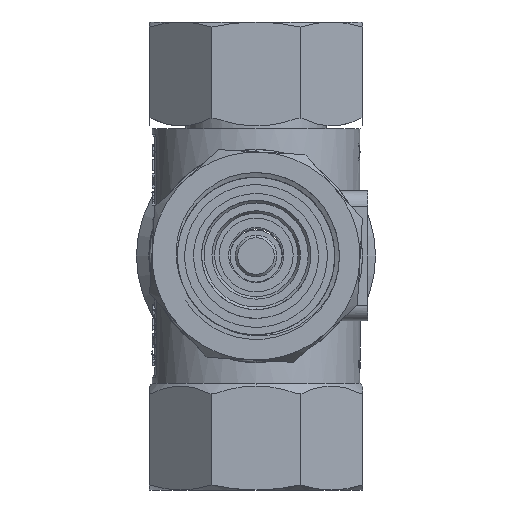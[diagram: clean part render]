
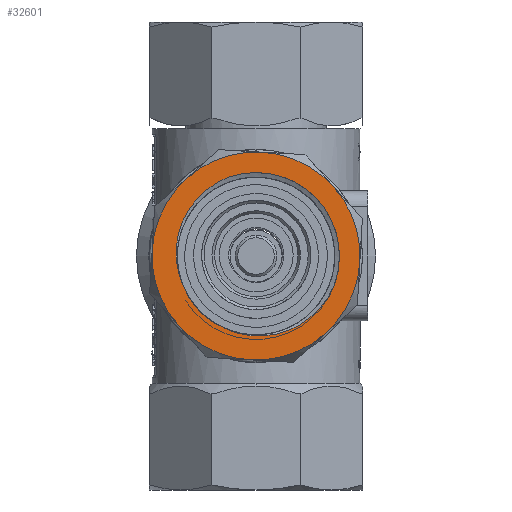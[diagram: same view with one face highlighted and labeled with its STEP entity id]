
A CAD part, front view. The second image highlights one B-rep face of the part: STEP entity #32601.
In plain terms, the highlighted planar face has unit normal (0, -1, 0).
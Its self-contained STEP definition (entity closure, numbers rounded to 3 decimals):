
#26260=CARTESIAN_POINT('',(-12.573,-64.482,90.));
#26261=DIRECTION('',(0.,-1.,0.));
#26262=DIRECTION('',(-0.665,0.,0.747));
#26263=AXIS2_PLACEMENT_3D('',#26260,#26261,#26262);
#26265=CARTESIAN_POINT('',(-12.573,-64.482,90.));
#26266=DIRECTION('',(0.,-1.,0.));
#26267=DIRECTION('',(0.058,0.,0.998));
#26268=AXIS2_PLACEMENT_3D('',#26265,#26266,#26267);
#26270=CARTESIAN_POINT('',(-12.573,-64.482,90.));
#26271=DIRECTION('',(0.,-1.,0.));
#26272=DIRECTION('',(0.747,0.,0.665));
#26273=AXIS2_PLACEMENT_3D('',#26270,#26271,#26272);
#26275=CARTESIAN_POINT('',(-12.573,-64.482,90.));
#26276=DIRECTION('',(0.,-1.,0.));
#26277=DIRECTION('',(0.998,0.,-0.058));
#26278=AXIS2_PLACEMENT_3D('',#26275,#26276,#26277);
#26280=CARTESIAN_POINT('',(-12.573,-64.482,90.));
#26281=DIRECTION('',(0.,-1.,0.));
#26282=DIRECTION('',(0.665,0.,-0.747));
#26283=AXIS2_PLACEMENT_3D('',#26280,#26281,#26282);
#26285=CARTESIAN_POINT('',(-12.573,-64.482,90.));
#26286=DIRECTION('',(0.,-1.,0.));
#26287=DIRECTION('',(-0.058,0.,-0.998));
#26288=AXIS2_PLACEMENT_3D('',#26285,#26286,#26287);
#26290=CARTESIAN_POINT('',(-12.573,-64.482,90.));
#26291=DIRECTION('',(0.,-1.,0.));
#26292=DIRECTION('',(-0.747,0.,-0.665));
#26293=AXIS2_PLACEMENT_3D('',#26290,#26291,#26292);
#26295=CARTESIAN_POINT('',(-12.573,-64.482,90.));
#26296=DIRECTION('',(0.,-1.,0.));
#26297=DIRECTION('',(-0.998,0.,0.058));
#26298=AXIS2_PLACEMENT_3D('',#26295,#26296,#26297);
#26300=CARTESIAN_POINT('',(-17.634,-64.482,
105.226));
#26301=CARTESIAN_POINT('',(-16.867,-64.482,
105.482));
#26302=CARTESIAN_POINT('',(-15.313,-64.482,
105.871));
#26303=CARTESIAN_POINT('',(-12.906,-64.482,
106.103));
#26304=CARTESIAN_POINT('',(-10.495,-64.482,
105.971));
#26305=CARTESIAN_POINT('',(-8.138,-64.482,
105.483));
#26306=CARTESIAN_POINT('',(-5.861,-64.482,
104.641));
#26307=CARTESIAN_POINT('',(-3.741,-64.482,
103.468));
#26308=CARTESIAN_POINT('',(-1.823,-64.482,
101.993));
#26309=CARTESIAN_POINT('',(-0.151,-64.482,
100.25));
#26310=CARTESIAN_POINT('',(1.241,-64.482,
98.28));
#26311=CARTESIAN_POINT('',(2.323,-64.482,
96.124));
#26312=CARTESIAN_POINT('',(3.071,-64.482,
93.827));
#26313=CARTESIAN_POINT('',(3.465,-64.482,
91.461));
#26314=CARTESIAN_POINT('',(3.505,-64.482,
89.054));
#26315=CARTESIAN_POINT('',(3.182,-64.482,
86.66));
#26316=CARTESIAN_POINT('',(2.733,-64.482,
85.12));
#26317=CARTESIAN_POINT('',(2.449,-64.482,
84.361));
#26319=CARTESIAN_POINT('',(-26.66,-64.482,
84.436));
#26320=CARTESIAN_POINT('',(-26.965,-64.482,
85.131));
#26321=CARTESIAN_POINT('',(-27.462,-64.482,
86.55));
#26322=CARTESIAN_POINT('',(-27.89,-64.482,
88.773));
#26323=CARTESIAN_POINT('',(-27.984,-64.482,
91.039));
#26324=CARTESIAN_POINT('',(-27.742,-64.482,
93.335));
#26325=CARTESIAN_POINT('',(-27.167,-64.482,
95.553));
#26326=CARTESIAN_POINT('',(-26.246,-64.482,
97.709));
#26327=CARTESIAN_POINT('',(-25.031,-64.482,
99.679));
#26328=CARTESIAN_POINT('',(-23.52,-64.482,
101.475));
#26329=CARTESIAN_POINT('',(-21.774,-64.482,
103.021));
#26330=CARTESIAN_POINT('',(-19.808,-64.482,
104.295));
#26331=CARTESIAN_POINT('',(-18.381,-64.482,
104.95));
#26332=CARTESIAN_POINT('',(-17.634,-64.482,
105.226));
#26334=CARTESIAN_POINT('',(-12.573,-64.482,90.));
#26335=DIRECTION('',(0.,1.,0.));
#26336=DIRECTION('',(-0.403,0.,-0.915));
#26337=AXIS2_PLACEMENT_3D('',#26334,#26335,#26336);
#26339=CARTESIAN_POINT('',(2.449,-64.482,
84.361));
#26340=CARTESIAN_POINT('',(2.142,-64.482,
83.623));
#26341=CARTESIAN_POINT('',(1.433,-64.482,
82.216));
#26342=CARTESIAN_POINT('',(0.061,-64.482,
80.279));
#26343=CARTESIAN_POINT('',(-1.544,-64.482,
78.605));
#26344=CARTESIAN_POINT('',(-3.407,-64.482,
77.163));
#26345=CARTESIAN_POINT('',(-5.417,-64.482,
76.031));
#26346=CARTESIAN_POINT('',(-7.593,-64.482,
75.203));
#26347=CARTESIAN_POINT('',(-9.838,-64.482,
74.713));
#26348=CARTESIAN_POINT('',(-12.114,-64.482,
74.561));
#26349=CARTESIAN_POINT('',(-14.387,-64.482,
74.743));
#26350=CARTESIAN_POINT('',(-16.59,-64.482,
75.254));
#26351=CARTESIAN_POINT('',(-17.989,-64.482,
75.806));
#26352=CARTESIAN_POINT('',(-18.671,-64.482,
76.136));
#26418=CARTESIAN_POINT('',(-13.724,-64.482,
70.033));
#27421=CARTESIAN_POINT('',(-18.67,-64.482,
76.136));
#27422=CARTESIAN_POINT('',(-26.66,-64.482,
84.437));
#27423=VERTEX_POINT('',#27421);
#27424=VERTEX_POINT('',#27422);
#27428=CARTESIAN_POINT('',(-25.878,-64.482,
104.933));
#27429=CARTESIAN_POINT('',(-32.54,-64.482,
91.151));
#27430=VERTEX_POINT('',#27428);
#27431=VERTEX_POINT('',#27429);
#27456=CARTESIAN_POINT('',(0.731,-64.482,
75.067));
#27457=CARTESIAN_POINT('',(7.393,-64.482,
88.849));
#27458=VERTEX_POINT('',#27456);
#27459=VERTEX_POINT('',#27457);
#27462=CARTESIAN_POINT('',(2.359,-64.482,
103.305));
#27463=CARTESIAN_POINT('',(-11.423,-64.482,
109.967));
#27464=VERTEX_POINT('',#27462);
#27465=VERTEX_POINT('',#27463);
#27473=VERTEX_POINT('',#26418);
#27479=VERTEX_POINT('',#26300);
#27480=VERTEX_POINT('',#26317);
#27510=CARTESIAN_POINT('',(-27.506,-64.482,
76.695));
#27511=VERTEX_POINT('',#27510);
#32571=CARTESIAN_POINT('',(-12.573,-64.482,90.));
#32572=DIRECTION('',(0.,1.,0.));
#32573=DIRECTION('',(-0.693,0.,0.72));
#32574=AXIS2_PLACEMENT_3D('',#32571,#32572,#32573);
#32575=PLANE('',#32574);
#32577=ORIENTED_EDGE('',*,*,#32576,.F.);
#32579=ORIENTED_EDGE('',*,*,#32578,.F.);
#32581=ORIENTED_EDGE('',*,*,#32580,.F.);
#32583=ORIENTED_EDGE('',*,*,#32582,.F.);
#32585=ORIENTED_EDGE('',*,*,#32584,.F.);
#32587=ORIENTED_EDGE('',*,*,#32586,.F.);
#32589=ORIENTED_EDGE('',*,*,#32588,.F.);
#32591=ORIENTED_EDGE('',*,*,#32590,.F.);
#32592=EDGE_LOOP('',(#32577,#32579,#32581,#32583,#32585,#32587,#32589,#32591));
#32593=FACE_OUTER_BOUND('',#32592,.F.);
#32594=ORIENTED_EDGE('',*,*,#32565,.F.);
#32595=ORIENTED_EDGE('',*,*,#29129,.F.);
#32597=ORIENTED_EDGE('',*,*,#32596,.F.);
#32598=ORIENTED_EDGE('',*,*,#30603,.F.);
#32599=EDGE_LOOP('',(#32594,#32595,#32597,#32598));
#32600=FACE_BOUND('',#32599,.F.);
#32601=ADVANCED_FACE('',(#32593,#32600),#32575,.F.);
#26264=CIRCLE('',#26263,20.);
#26269=CIRCLE('',#26268,20.);
#26274=CIRCLE('',#26273,20.);
#26279=CIRCLE('',#26278,20.);
#26284=CIRCLE('',#26283,20.);
#26289=CIRCLE('',#26288,20.);
#26294=CIRCLE('',#26293,20.);
#26299=CIRCLE('',#26298,20.);
#26318=B_SPLINE_CURVE_WITH_KNOTS('',3,(#26300,#26301,#26302,#26303,#26304,
#26305,#26306,#26307,#26308,#26309,#26310,#26311,#26312,#26313,#26314,#26315,
#26316,#26317),.UNSPECIFIED.,.F.,.F.,(4,1,1,1,1,1,1,1,1,1,1,1,1,1,1,4),(0.,
0.067,0.133,0.2,0.267,0.333,
0.4,0.467,0.533,0.6,0.667,
0.733,0.8,0.867,0.933,1.),
.UNSPECIFIED.);
#26333=B_SPLINE_CURVE_WITH_KNOTS('',3,(#26319,#26320,#26321,#26322,#26323,
#26324,#26325,#26326,#26327,#26328,#26329,#26330,#26331,#26332),.UNSPECIFIED.,
.F.,.F.,(4,1,1,1,1,1,1,1,1,1,1,4),(0.,0.091,0.182,
0.273,0.364,0.455,0.545,
0.636,0.727,0.818,0.909,1.),
.UNSPECIFIED.);
#26338=CIRCLE('',#26337,15.146);
#26353=B_SPLINE_CURVE_WITH_KNOTS('',3,(#26339,#26340,#26341,#26342,#26343,
#26344,#26345,#26346,#26347,#26348,#26349,#26350,#26351,#26352),.UNSPECIFIED.,
.F.,.F.,(4,1,1,1,1,1,1,1,1,1,1,4),(0.,0.091,0.182,
0.273,0.364,0.455,0.545,
0.636,0.727,0.818,0.909,1.),
.UNSPECIFIED.);
#29129=EDGE_CURVE('',#27424,#27479,#26333,.T.);
#30603=EDGE_CURVE('',#27480,#27423,#26353,.T.);
#32565=EDGE_CURVE('',#27479,#27480,#26318,.T.);
#32576=EDGE_CURVE('',#27430,#27431,#26264,.T.);
#32578=EDGE_CURVE('',#27465,#27430,#26269,.T.);
#32580=EDGE_CURVE('',#27464,#27465,#26274,.T.);
#32582=EDGE_CURVE('',#27459,#27464,#26279,.T.);
#32584=EDGE_CURVE('',#27458,#27459,#26284,.T.);
#32586=EDGE_CURVE('',#27473,#27458,#26289,.T.);
#32588=EDGE_CURVE('',#27511,#27473,#26294,.T.);
#32590=EDGE_CURVE('',#27431,#27511,#26299,.T.);
#32596=EDGE_CURVE('',#27423,#27424,#26338,.T.);
